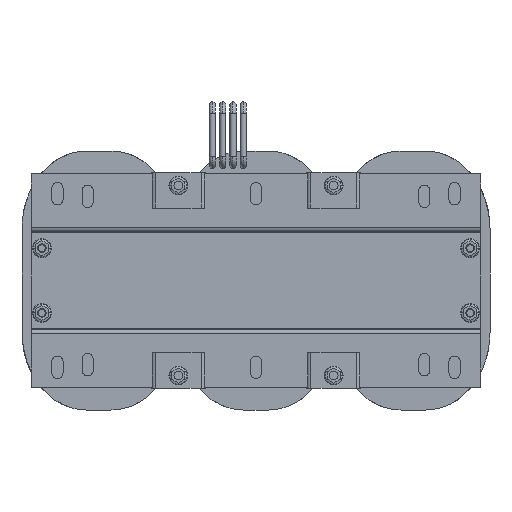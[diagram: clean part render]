
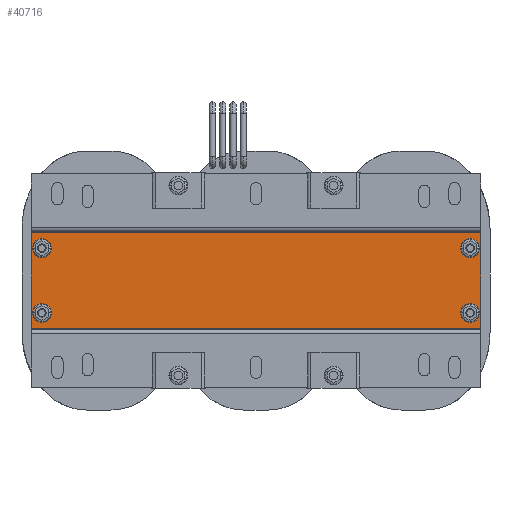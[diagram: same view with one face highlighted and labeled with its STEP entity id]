
A CAD part, front view. The second image highlights one B-rep face of the part: STEP entity #40716.
In plain terms, the highlighted planar face has unit normal (0, -1, 0).
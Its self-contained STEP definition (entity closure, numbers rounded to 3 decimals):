
#154 = VERTEX_POINT ( 'NONE', #12939 ) ;
#197 = EDGE_LOOP ( 'NONE', ( #7359, #10155 ) ) ;
#216 = AXIS2_PLACEMENT_3D ( 'NONE', #17283, #10965, #26516 ) ;
#1255 = VECTOR ( 'NONE', #23193, 1000. ) ;
#1289 = DIRECTION ( 'NONE',  ( -1., 0., 0. ) ) ;
#1691 = DIRECTION ( 'NONE',  ( 0., -1., 0. ) ) ;
#1903 = CIRCLE ( 'NONE', #31275, 10.127 ) ;
#3442 = ORIENTED_EDGE ( 'NONE', *, *, #34867, .F. ) ;
#3460 = ORIENTED_EDGE ( 'NONE', *, *, #21072, .F. ) ;
#3796 = CARTESIAN_POINT ( 'NONE',  ( -248., -233., 37.5 ) ) ;
#4438 = EDGE_CURVE ( 'NONE', #32927, #154, #23234, .T. ) ;
#4457 = LINE ( 'NONE', #18554, #32949 ) ;
#5747 = AXIS2_PLACEMENT_3D ( 'NONE', #20489, #1691, #1289 ) ;
#5938 = CARTESIAN_POINT ( 'NONE',  ( 237.873, -233., -37.5 ) ) ;
#6041 = EDGE_CURVE ( 'NONE', #34984, #31881, #34920, .T. ) ;
#6047 = DIRECTION ( 'NONE',  ( 1., 0., 0. ) ) ;
#6101 = AXIS2_PLACEMENT_3D ( 'NONE', #6900, #31746, #12946 ) ;
#6624 = EDGE_LOOP ( 'NONE', ( #30503, #10508 ) ) ;
#6900 = CARTESIAN_POINT ( 'NONE',  ( 248., -233., 37.5 ) ) ;
#7359 = ORIENTED_EDGE ( 'NONE', *, *, #12440, .F. ) ;
#8484 = ORIENTED_EDGE ( 'NONE', *, *, #35664, .F. ) ;
#8941 = CARTESIAN_POINT ( 'NONE',  ( -237.873, -233., -37.5 ) ) ;
#9963 = CARTESIAN_POINT ( 'NONE',  ( -258.127, -233., 37.5 ) ) ;
#10155 = ORIENTED_EDGE ( 'NONE', *, *, #4438, .F. ) ;
#10508 = ORIENTED_EDGE ( 'NONE', *, *, #39230, .F. ) ;
#10965 = DIRECTION ( 'NONE',  ( 0., -1., 0. ) ) ;
#10996 = CARTESIAN_POINT ( 'NONE',  ( -260.5, -233., -55.5 ) ) ;
#11043 = CIRCLE ( 'NONE', #6101, 10.127 ) ;
#11709 = VERTEX_POINT ( 'NONE', #9963 ) ;
#11778 = ORIENTED_EDGE ( 'NONE', *, *, #22168, .F. ) ;
#11850 = DIRECTION ( 'NONE',  ( -1., 0., 0. ) ) ;
#12125 = CARTESIAN_POINT ( 'NONE',  ( 237.873, -233., 37.5 ) ) ;
#12433 = CIRCLE ( 'NONE', #5747, 10.127 ) ;
#12440 = EDGE_CURVE ( 'NONE', #154, #32927, #32469, .T. ) ;
#12481 = VERTEX_POINT ( 'NONE', #18657 ) ;
#12939 = CARTESIAN_POINT ( 'NONE',  ( 258.127, -233., -37.5 ) ) ;
#12946 = DIRECTION ( 'NONE',  ( -1., 0., 0. ) ) ;
#12992 = CARTESIAN_POINT ( 'NONE',  ( 260.5, -233., 55.5 ) ) ;
#13035 = LINE ( 'NONE', #17744, #1255 ) ;
#14941 = CIRCLE ( 'NONE', #22288, 10.127 ) ;
#15973 = EDGE_CURVE ( 'NONE', #18275, #27908, #29695, .T. ) ;
#16377 = CARTESIAN_POINT ( 'NONE',  ( -248., -233., -37.5 ) ) ;
#16441 = DIRECTION ( 'NONE',  ( 1., 0., 0. ) ) ;
#16583 = DIRECTION ( 'NONE',  ( 0., 1., 0. ) ) ;
#16663 = DIRECTION ( 'NONE',  ( -1., 0., 0. ) ) ;
#17283 = CARTESIAN_POINT ( 'NONE',  ( 248., -233., -37.5 ) ) ;
#17744 = CARTESIAN_POINT ( 'NONE',  ( -260.5, -233., 60.5 ) ) ;
#18275 = VERTEX_POINT ( 'NONE', #29673 ) ;
#18554 = CARTESIAN_POINT ( 'NONE',  ( 260.5, -233., -55.5 ) ) ;
#18657 = CARTESIAN_POINT ( 'NONE',  ( 260.5, -233., -55.5 ) ) ;
#19440 = DIRECTION ( 'NONE',  ( -1., 0., 0. ) ) ;
#19446 = FACE_BOUND ( 'NONE', #197, .T. ) ;
#20322 = EDGE_LOOP ( 'NONE', ( #30685, #3460, #3442, #26426 ) ) ;
#20489 = CARTESIAN_POINT ( 'NONE',  ( -248., -233., 37.5 ) ) ;
#21072 = EDGE_CURVE ( 'NONE', #26025, #34984, #13035, .T. ) ;
#21340 = AXIS2_PLACEMENT_3D ( 'NONE', #25730, #32442, #16663 ) ;
#21998 = CARTESIAN_POINT ( 'NONE',  ( -260.5, -233., 55.5 ) ) ;
#22168 = EDGE_CURVE ( 'NONE', #11709, #38118, #12433, .T. ) ;
#22288 = AXIS2_PLACEMENT_3D ( 'NONE', #35417, #25973, #22408 ) ;
#22348 = EDGE_LOOP ( 'NONE', ( #11778, #8484 ) ) ;
#22408 = DIRECTION ( 'NONE',  ( 1., 0., 0. ) ) ;
#22657 = VECTOR ( 'NONE', #32055, 1000. ) ;
#22698 = EDGE_LOOP ( 'NONE', ( #32221, #37664 ) ) ;
#22706 = DIRECTION ( 'NONE',  ( 1., 0., 0. ) ) ;
#23011 = CIRCLE ( 'NONE', #23768, 10.127 ) ;
#23089 = CARTESIAN_POINT ( 'NONE',  ( 248., -233., -37.5 ) ) ;
#23142 = CARTESIAN_POINT ( 'NONE',  ( -260.5, -233., 55.5 ) ) ;
#23193 = DIRECTION ( 'NONE',  ( 0., 0., 1. ) ) ;
#23234 = CIRCLE ( 'NONE', #216, 10.127 ) ;
#23768 = AXIS2_PLACEMENT_3D ( 'NONE', #16377, #38328, #22706 ) ;
#25364 = FACE_BOUND ( 'NONE', #22348, .T. ) ;
#25713 = DIRECTION ( 'NONE',  ( 0., 0., -1. ) ) ;
#25730 = CARTESIAN_POINT ( 'NONE',  ( 248., -233., 37.5 ) ) ;
#25775 = EDGE_CURVE ( 'NONE', #27908, #18275, #11043, .T. ) ;
#25973 = DIRECTION ( 'NONE',  ( 0., -1., 0. ) ) ;
#26025 = VERTEX_POINT ( 'NONE', #10996 ) ;
#26124 = VERTEX_POINT ( 'NONE', #8941 ) ;
#26426 = ORIENTED_EDGE ( 'NONE', *, *, #37490, .F. ) ;
#26516 = DIRECTION ( 'NONE',  ( 1., 0., 0. ) ) ;
#26615 = VECTOR ( 'NONE', #25713, 1000. ) ;
#27077 = LINE ( 'NONE', #31340, #26615 ) ;
#27352 = FACE_OUTER_BOUND ( 'NONE', #20322, .T. ) ;
#27908 = VERTEX_POINT ( 'NONE', #12125 ) ;
#28435 = CARTESIAN_POINT ( 'NONE',  ( -237.873, -233., 37.5 ) ) ;
#29673 = CARTESIAN_POINT ( 'NONE',  ( 258.127, -233., 37.5 ) ) ;
#29695 = CIRCLE ( 'NONE', #21340, 10.127 ) ;
#30460 = DIRECTION ( 'NONE',  ( 0., -1., 0. ) ) ;
#30503 = ORIENTED_EDGE ( 'NONE', *, *, #33188, .F. ) ;
#30685 = ORIENTED_EDGE ( 'NONE', *, *, #6041, .F. ) ;
#31275 = AXIS2_PLACEMENT_3D ( 'NONE', #3796, #31681, #19440 ) ;
#31340 = CARTESIAN_POINT ( 'NONE',  ( 260.5, -233., 60.5 ) ) ;
#31489 = AXIS2_PLACEMENT_3D ( 'NONE', #23089, #30460, #6047 ) ;
#31681 = DIRECTION ( 'NONE',  ( 0., -1., 0. ) ) ;
#31746 = DIRECTION ( 'NONE',  ( 0., -1., 0. ) ) ;
#31881 = VERTEX_POINT ( 'NONE', #12992 ) ;
#32055 = DIRECTION ( 'NONE',  ( 1., 0., 0. ) ) ;
#32140 = VERTEX_POINT ( 'NONE', #32355 ) ;
#32221 = ORIENTED_EDGE ( 'NONE', *, *, #25775, .F. ) ;
#32222 = CARTESIAN_POINT ( 'NONE',  ( 0., -233., 0. ) ) ;
#32355 = CARTESIAN_POINT ( 'NONE',  ( -258.127, -233., -37.5 ) ) ;
#32442 = DIRECTION ( 'NONE',  ( 0., -1., 0. ) ) ;
#32469 = CIRCLE ( 'NONE', #31489, 10.127 ) ;
#32927 = VERTEX_POINT ( 'NONE', #5938 ) ;
#32949 = VECTOR ( 'NONE', #11850, 1000. ) ;
#33188 = EDGE_CURVE ( 'NONE', #26124, #32140, #14941, .T. ) ;
#34688 = FACE_BOUND ( 'NONE', #6624, .T. ) ;
#34867 = EDGE_CURVE ( 'NONE', #12481, #26025, #4457, .T. ) ;
#34920 = LINE ( 'NONE', #23142, #22657 ) ;
#34984 = VERTEX_POINT ( 'NONE', #21998 ) ;
#35417 = CARTESIAN_POINT ( 'NONE',  ( -248., -233., -37.5 ) ) ;
#35664 = EDGE_CURVE ( 'NONE', #38118, #11709, #1903, .T. ) ;
#37123 = FACE_BOUND ( 'NONE', #22698, .T. ) ;
#37490 = EDGE_CURVE ( 'NONE', #31881, #12481, #27077, .T. ) ;
#37664 = ORIENTED_EDGE ( 'NONE', *, *, #15973, .F. ) ;
#38003 = AXIS2_PLACEMENT_3D ( 'NONE', #32222, #16583, #16441 ) ;
#38118 = VERTEX_POINT ( 'NONE', #28435 ) ;
#38328 = DIRECTION ( 'NONE',  ( 0., -1., 0. ) ) ;
#38659 = PLANE ( 'NONE',  #38003 ) ;
#39230 = EDGE_CURVE ( 'NONE', #32140, #26124, #23011, .T. ) ;
#40716 = ADVANCED_FACE ( 'NONE', ( #25364, #37123, #34688, #19446, #27352 ), #38659, .F. ) ;
